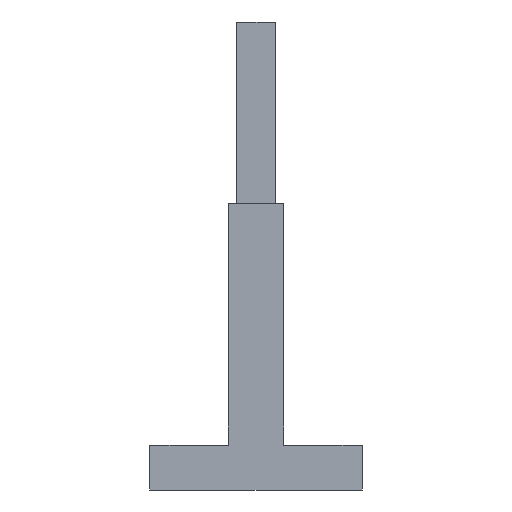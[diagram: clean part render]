
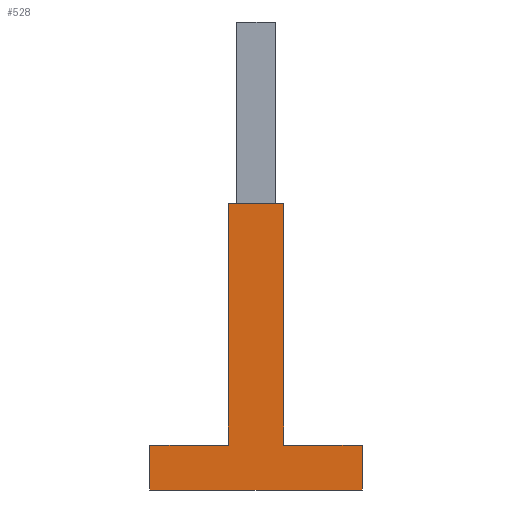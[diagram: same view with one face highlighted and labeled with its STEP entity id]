
A CAD part, front view. The second image highlights one B-rep face of the part: STEP entity #528.
In plain terms, the highlighted planar face has unit normal (0, -1, 0).
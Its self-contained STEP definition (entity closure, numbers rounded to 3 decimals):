
#28=FACE_OUTER_BOUND('',#58,.T.);
#58=EDGE_LOOP('',(#369,#370,#371,#372,#373,#374,#375,#376));
#97=LINE('',#768,#169);
#98=LINE('',#770,#170);
#99=LINE('',#772,#171);
#100=LINE('',#774,#172);
#101=LINE('',#776,#173);
#102=LINE('',#778,#174);
#103=LINE('',#780,#175);
#104=LINE('',#781,#176);
#169=VECTOR('',#628,10.);
#170=VECTOR('',#629,10.);
#171=VECTOR('',#630,10.);
#172=VECTOR('',#631,10.);
#173=VECTOR('',#632,10.);
#174=VECTOR('',#633,10.);
#175=VECTOR('',#634,10.);
#176=VECTOR('',#635,10.);
#237=VERTEX_POINT('',#766);
#238=VERTEX_POINT('',#767);
#239=VERTEX_POINT('',#769);
#240=VERTEX_POINT('',#771);
#241=VERTEX_POINT('',#773);
#242=VERTEX_POINT('',#775);
#243=VERTEX_POINT('',#777);
#244=VERTEX_POINT('',#779);
#289=EDGE_CURVE('',#237,#238,#97,.T.);
#290=EDGE_CURVE('',#238,#239,#98,.T.);
#291=EDGE_CURVE('',#239,#240,#99,.T.);
#292=EDGE_CURVE('',#240,#241,#100,.T.);
#293=EDGE_CURVE('',#241,#242,#101,.T.);
#294=EDGE_CURVE('',#242,#243,#102,.T.);
#295=EDGE_CURVE('',#243,#244,#103,.T.);
#296=EDGE_CURVE('',#244,#237,#104,.T.);
#369=ORIENTED_EDGE('',*,*,#289,.T.);
#370=ORIENTED_EDGE('',*,*,#290,.T.);
#371=ORIENTED_EDGE('',*,*,#291,.T.);
#372=ORIENTED_EDGE('',*,*,#292,.T.);
#373=ORIENTED_EDGE('',*,*,#293,.T.);
#374=ORIENTED_EDGE('',*,*,#294,.T.);
#375=ORIENTED_EDGE('',*,*,#295,.T.);
#376=ORIENTED_EDGE('',*,*,#296,.T.);
#498=PLANE('',#574);
#528=ADVANCED_FACE('',(#28),#498,.T.);
#574=AXIS2_PLACEMENT_3D('',#765,#626,#627);
#626=DIRECTION('center_axis',(0.,-1.,0.));
#627=DIRECTION('ref_axis',(0.,0.,-1.));
#628=DIRECTION('',(-1.,0.,0.));
#629=DIRECTION('',(0.,0.,1.));
#630=DIRECTION('',(-1.,0.,0.));
#631=DIRECTION('',(0.,0.,-1.));
#632=DIRECTION('',(-1.,0.,0.));
#633=DIRECTION('',(0.,0.,-1.));
#634=DIRECTION('',(1.,0.,0.));
#635=DIRECTION('',(0.,0.,1.));
#765=CARTESIAN_POINT('Origin',(13.125,-3.,15.));
#766=CARTESIAN_POINT('',(24.234,-3.,4.705));
#767=CARTESIAN_POINT('',(16.017,-3.,4.705));
#768=CARTESIAN_POINT('',(24.234,-3.,4.705));
#769=CARTESIAN_POINT('',(16.017,-3.,30.));
#770=CARTESIAN_POINT('',(16.017,-3.,4.705));
#771=CARTESIAN_POINT('',(10.233,-3.,30.));
#772=CARTESIAN_POINT('',(16.017,-3.,30.));
#773=CARTESIAN_POINT('',(10.233,-3.,4.705));
#774=CARTESIAN_POINT('',(10.233,-3.,30.));
#775=CARTESIAN_POINT('',(2.016,-3.,4.705));
#776=CARTESIAN_POINT('',(10.233,-3.,4.705));
#777=CARTESIAN_POINT('',(2.016,-3.,0.));
#778=CARTESIAN_POINT('',(2.016,-3.,4.705));
#779=CARTESIAN_POINT('',(24.234,-3.,0.));
#780=CARTESIAN_POINT('',(2.016,-3.,0.));
#781=CARTESIAN_POINT('',(24.234,-3.,0.));
